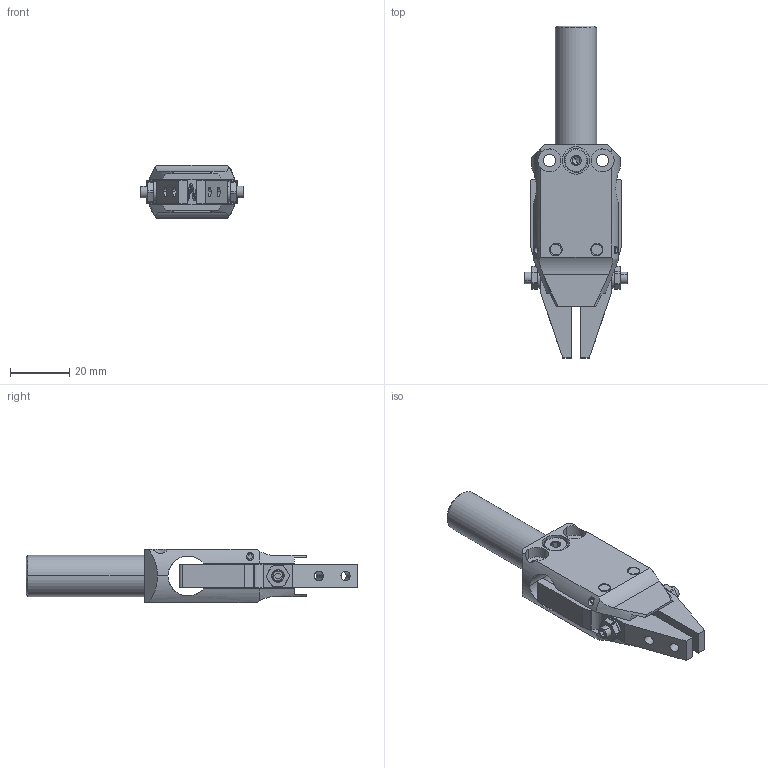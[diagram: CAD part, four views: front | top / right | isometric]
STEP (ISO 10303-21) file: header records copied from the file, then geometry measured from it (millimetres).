
FILE_DESCRIPTION (( 'STEP AP214' ), '1' );
FILE_NAME ('CA.GTS.1003.2929.STEP', '2015-12-13T09:15:24', ( '' ), ( '' ), 'SwSTEP 2.0', 'SolidWorks 2012', '' );
FILE_SCHEMA (( 'AUTOMOTIVE_DESIGN' ));
Length unit declared in the file: millimetre
Products named in the file (12): GTS.03.29; socket set screw cone point_iso_ISO 4027 - M4 x 16-N; R.4.SCH; D.4; PAP.0405504; GTS.1003.29; SP.4X18m6.LAV; socket set screw cone point_iso_ISO 4027 - M3 x 5-N; CA.08.14.013; M.5,6x22; GTS.1003.01.18; CA.GTS.1003.2929
Assembly tree (16 placements, depth 3):
  CA.GTS.1003.2929
    GTS.1003.01.18
    M.5,6x22
    CA.08.14.013  x2
    socket set screw cone point_iso_ISO 4027 - M3 x 5-N  x2
    SP.4X18m6.LAV  x2
    GTS.03.29  x2
      GTS.1003.29
      PAP.0405504
      D.4
      R.4.SCH
      socket set screw cone point_iso_ISO 4027 - M4 x 16-N
Bounding box: 35 x 112.35 x 18 mm (x, y, z)
Volume: 24279.2 mm3; surface area: 17805.7 mm2
Topology: 20 solids, 20 shells, 742 faces, 2004 edges, 1294 vertices
Faces by surface type: plane 539, cylinder 139, cone 58, torus 4, bspline 2
Entity records: 16874 total; most frequent: CARTESIAN_POINT 5781, DIRECTION 2251, ORIENTED_EDGE 2160, EDGE_CURVE 1080, AXIS2_PLACEMENT_3D 800, VERTEX_POINT 704, LINE 651, VECTOR 651
